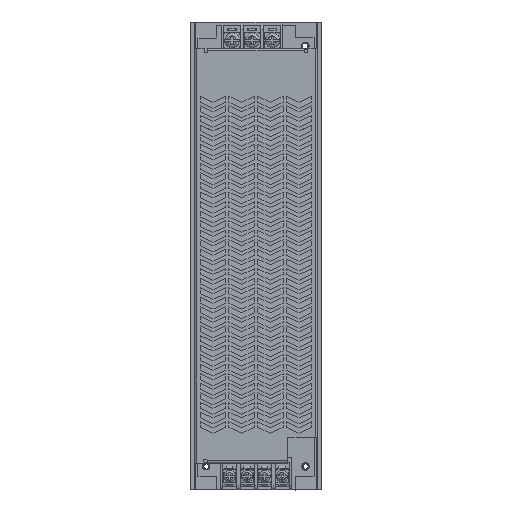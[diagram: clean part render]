
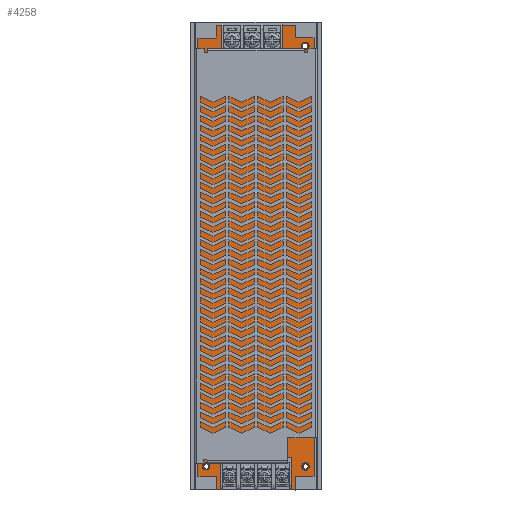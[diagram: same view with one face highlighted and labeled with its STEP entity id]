
A CAD part, top view. The second image highlights one B-rep face of the part: STEP entity #4258.
In plain terms, the highlighted planar face has unit normal (0, 0, 1).
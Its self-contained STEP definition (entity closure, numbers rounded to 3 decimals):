
#4258=ADVANCED_FACE('',(#6972,#6973,#6974,#6975,#6976),#6032,.T.);
#6032=PLANE('',#39435);
#6972=FACE_BOUND('',#8455,.T.);
#6973=FACE_BOUND('',#8456,.T.);
#6974=FACE_BOUND('',#8457,.T.);
#6975=FACE_BOUND('',#8458,.T.);
#6976=FACE_BOUND('',#8459,.T.);
#8455=EDGE_LOOP('',(#15874,#15875,#15876,#15877,#15878,#15879,#15880,#15881,
#15882,#15883,#15884,#15885));
#8456=EDGE_LOOP('',(#15886));
#8457=EDGE_LOOP('',(#15887));
#8458=EDGE_LOOP('',(#15888));
#8459=EDGE_LOOP('',(#15889));
#9406=CIRCLE('',#39422,1.8);
#9408=CIRCLE('',#39425,1.8);
#9410=CIRCLE('',#39428,1.7);
#9412=CIRCLE('',#39432,1.8);
#15874=ORIENTED_EDGE('',*,*,#27843,.F.);
#15875=ORIENTED_EDGE('',*,*,#27883,.F.);
#15876=ORIENTED_EDGE('',*,*,#27874,.F.);
#15877=ORIENTED_EDGE('',*,*,#27871,.F.);
#15878=ORIENTED_EDGE('',*,*,#27868,.F.);
#15879=ORIENTED_EDGE('',*,*,#27865,.F.);
#15880=ORIENTED_EDGE('',*,*,#27862,.F.);
#15881=ORIENTED_EDGE('',*,*,#27859,.F.);
#15882=ORIENTED_EDGE('',*,*,#27856,.F.);
#15883=ORIENTED_EDGE('',*,*,#27853,.F.);
#15884=ORIENTED_EDGE('',*,*,#27850,.F.);
#15885=ORIENTED_EDGE('',*,*,#27847,.F.);
#15886=ORIENTED_EDGE('',*,*,#27882,.F.);
#15887=ORIENTED_EDGE('',*,*,#27880,.F.);
#15888=ORIENTED_EDGE('',*,*,#27878,.F.);
#15889=ORIENTED_EDGE('',*,*,#27886,.F.);
#23048=VERTEX_POINT('',#55474);
#23049=VERTEX_POINT('',#55475);
#23052=VERTEX_POINT('',#55483);
#23054=VERTEX_POINT('',#55489);
#23056=VERTEX_POINT('',#55498);
#23058=VERTEX_POINT('',#55504);
#23060=VERTEX_POINT('',#55510);
#23062=VERTEX_POINT('',#55519);
#23064=VERTEX_POINT('',#55525);
#23066=VERTEX_POINT('',#55531);
#23068=VERTEX_POINT('',#55537);
#23070=VERTEX_POINT('',#55543);
#23073=VERTEX_POINT('',#55551);
#23075=VERTEX_POINT('',#55556);
#23077=VERTEX_POINT('',#55561);
#23079=VERTEX_POINT('',#55569);
#27843=EDGE_CURVE('',#23048,#23049,#33325,.T.);
#27847=EDGE_CURVE('',#23049,#23052,#33329,.T.);
#27850=EDGE_CURVE('',#23052,#23054,#33332,.T.);
#27853=EDGE_CURVE('',#23054,#23056,#33334,.T.);
#27856=EDGE_CURVE('',#23056,#23058,#33337,.T.);
#27859=EDGE_CURVE('',#23058,#23060,#33340,.T.);
#27862=EDGE_CURVE('',#23060,#23062,#33342,.T.);
#27865=EDGE_CURVE('',#23062,#23064,#33345,.T.);
#27868=EDGE_CURVE('',#23064,#23066,#33348,.T.);
#27871=EDGE_CURVE('',#23066,#23068,#33351,.T.);
#27874=EDGE_CURVE('',#23068,#23070,#33354,.T.);
#27878=EDGE_CURVE('',#23073,#23073,#9406,.T.);
#27880=EDGE_CURVE('',#23075,#23075,#9408,.T.);
#27882=EDGE_CURVE('',#23077,#23077,#9410,.T.);
#27883=EDGE_CURVE('',#23070,#23048,#33357,.T.);
#27886=EDGE_CURVE('',#23079,#23079,#9412,.T.);
#33325=LINE('',#55473,#37251);
#33329=LINE('',#55482,#37255);
#33332=LINE('',#55488,#37258);
#33334=LINE('',#55497,#37260);
#33337=LINE('',#55503,#37263);
#33340=LINE('',#55509,#37266);
#33342=LINE('',#55518,#37268);
#33345=LINE('',#55524,#37271);
#33348=LINE('',#55530,#37274);
#33351=LINE('',#55536,#37277);
#33354=LINE('',#55542,#37280);
#33357=LINE('',#55563,#37283);
#37251=VECTOR('',#45743,1.);
#37255=VECTOR('',#45749,1.);
#37258=VECTOR('',#45754,1.);
#37260=VECTOR('',#45758,1.);
#37263=VECTOR('',#45763,1.);
#37266=VECTOR('',#45768,1.);
#37268=VECTOR('',#45772,1.);
#37271=VECTOR('',#45777,1.);
#37274=VECTOR('',#45782,1.);
#37277=VECTOR('',#45787,1.);
#37280=VECTOR('',#45792,1.);
#37283=VECTOR('',#45815,1.);
#39422=AXIS2_PLACEMENT_3D('',#55550,#45799,#45800);
#39425=AXIS2_PLACEMENT_3D('',#55555,#45805,#45806);
#39428=AXIS2_PLACEMENT_3D('',#55560,#45811,#45812);
#39432=AXIS2_PLACEMENT_3D('',#55568,#45821,#45822);
#39435=AXIS2_PLACEMENT_3D('',#55572,#45827,#45828);
#45743=DIRECTION('',(0.,1.,0.));
#45749=DIRECTION('',(1.,0.,0.));
#45754=DIRECTION('',(0.,1.,0.));
#45758=DIRECTION('',(1.,0.,0.));
#45763=DIRECTION('',(0.,-1.,0.));
#45768=DIRECTION('',(1.,0.,0.));
#45772=DIRECTION('',(0.,-1.,0.));
#45777=DIRECTION('',(-1.,0.,0.));
#45782=DIRECTION('',(0.,-1.,0.));
#45787=DIRECTION('',(-1.,0.,0.));
#45792=DIRECTION('',(0.,1.,0.));
#45799=DIRECTION('',(0.,0.,1.));
#45800=DIRECTION('',(1.,0.,0.));
#45805=DIRECTION('',(0.,0.,1.));
#45806=DIRECTION('',(1.,0.,0.));
#45811=DIRECTION('',(0.,0.,1.));
#45812=DIRECTION('',(1.,0.,0.));
#45815=DIRECTION('',(-1.,0.,0.));
#45821=DIRECTION('',(0.,0.,1.));
#45822=DIRECTION('',(1.,0.,0.));
#45827=DIRECTION('',(0.,0.,1.));
#45828=DIRECTION('',(1.,0.,0.));
#55473=CARTESIAN_POINT('',(933.825,351.051,0.));
#55474=CARTESIAN_POINT('',(933.825,351.051,0.));
#55475=CARTESIAN_POINT('',(933.825,387.83,0.));
#55482=CARTESIAN_POINT('',(933.825,387.83,0.));
#55483=CARTESIAN_POINT('',(939.896,387.83,0.));
#55488=CARTESIAN_POINT('',(939.896,387.83,0.));
#55489=CARTESIAN_POINT('',(939.896,396.767,0.));
#55497=CARTESIAN_POINT('',(939.896,396.767,0.));
#55498=CARTESIAN_POINT('',(1146.013,396.767,0.));
#55503=CARTESIAN_POINT('',(1146.013,396.767,0.));
#55504=CARTESIAN_POINT('',(1146.013,387.854,0.));
#55509=CARTESIAN_POINT('',(1146.013,387.854,0.));
#55510=CARTESIAN_POINT('',(1152.542,387.854,0.));
#55518=CARTESIAN_POINT('',(1152.542,387.854,0.));
#55519=CARTESIAN_POINT('',(1152.542,350.998,0.));
#55524=CARTESIAN_POINT('',(1152.542,350.998,0.));
#55525=CARTESIAN_POINT('',(1146.062,350.998,0.));
#55530=CARTESIAN_POINT('',(1146.062,350.998,0.));
#55531=CARTESIAN_POINT('',(1146.062,342.158,0.));
#55536=CARTESIAN_POINT('',(1146.062,342.158,0.));
#55537=CARTESIAN_POINT('',(939.921,342.158,0.));
#55542=CARTESIAN_POINT('',(939.921,342.158,0.));
#55543=CARTESIAN_POINT('',(939.921,351.051,0.));
#55550=CARTESIAN_POINT('',(950.211,346.25,0.));
#55551=CARTESIAN_POINT('',(952.011,346.25,0.));
#55555=CARTESIAN_POINT('',(1141.423,392.681,0.));
#55556=CARTESIAN_POINT('',(1143.223,392.681,0.));
#55560=CARTESIAN_POINT('',(1141.436,346.,0.));
#55561=CARTESIAN_POINT('',(1143.136,346.,0.));
#55563=CARTESIAN_POINT('',(939.921,351.051,0.));
#55568=CARTESIAN_POINT('',(943.658,392.656,0.));
#55569=CARTESIAN_POINT('',(945.458,392.656,0.));
#55572=CARTESIAN_POINT('',(1141.436,346.,0.));
